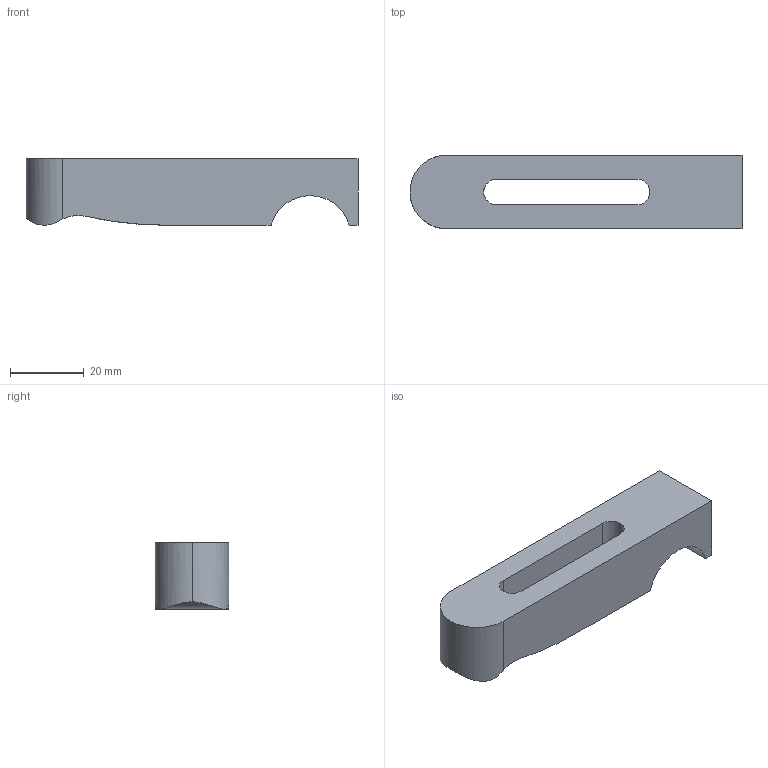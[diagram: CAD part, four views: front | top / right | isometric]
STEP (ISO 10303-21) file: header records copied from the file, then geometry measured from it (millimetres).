
FILE_DESCRIPTION (( 'STEP AP214' ), '1' );
FILE_NAME ('Clamp_90mm.STEP', '2022-07-25T08:55:48', ( '' ), ( '' ), 'SwSTEP 2.0', 'SolidWorks 2021', '' );
FILE_SCHEMA (( 'AUTOMOTIVE_DESIGN' ));
Length unit declared in the file: millimetre
Products named in the file (1): Clamp_90mm
Bounding box: 90 x 20 x 18 mm (x, y, z)
Volume: 22974.5 mm3; surface area: 8270.7 mm2
Topology: 1 solids, 1 shells, 18 faces, 51 edges, 34 vertices
Faces by surface type: cylinder 10, plane 8
Entity records: 695 total; most frequent: CARTESIAN_POINT 185, ORIENTED_EDGE 102, DIRECTION 97, EDGE_CURVE 51, VERTEX_POINT 34, AXIS2_PLACEMENT_3D 34, LINE 29, VECTOR 29
